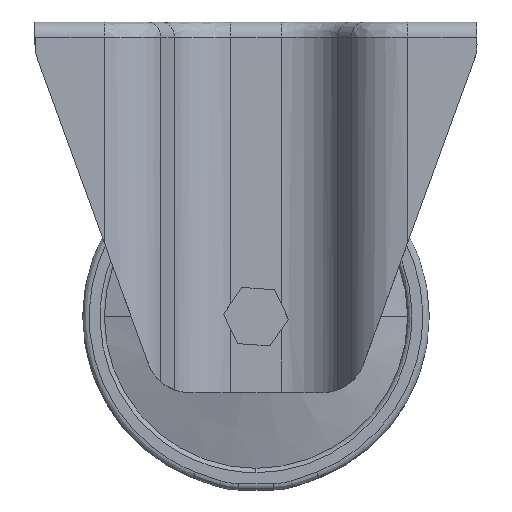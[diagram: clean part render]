
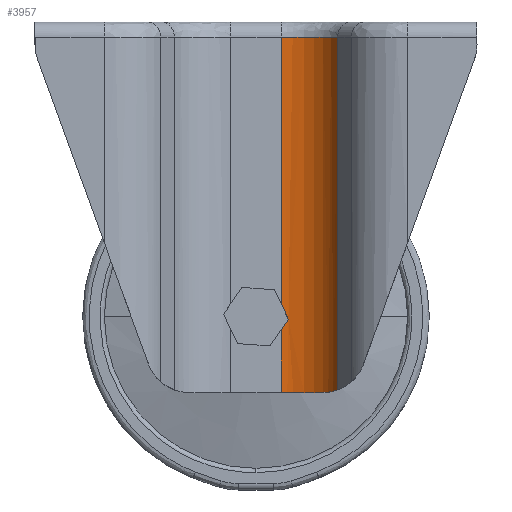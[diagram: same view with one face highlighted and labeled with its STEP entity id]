
A CAD part, front view. The second image highlights one B-rep face of the part: STEP entity #3957.
In plain terms, the highlighted cylindrical face has radius 15 mm (diameter 30 mm), a partial arc.
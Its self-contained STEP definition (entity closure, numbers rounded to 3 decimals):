
#121 = AXIS2_PLACEMENT_3D ( 'NONE', #4984, #5609, #930 ) ;
#237 = ORIENTED_EDGE ( 'NONE', *, *, #1595, .F. ) ;
#245 = CYLINDRICAL_SURFACE ( 'NONE', #4477, 15. ) ;
#353 = CARTESIAN_POINT ( 'NONE',  ( 11.76, -25.688, 22.5 ) ) ;
#440 = CARTESIAN_POINT ( 'NONE',  ( 12.552, -26.055, 22.5 ) ) ;
#474 = VECTOR ( 'NONE', #8344, 1000. ) ;
#568 = CARTESIAN_POINT ( 'NONE',  ( 18.834, -32., 106. ) ) ;
#591 = CARTESIAN_POINT ( 'NONE',  ( 18.834, -32., 104.5 ) ) ;
#627 = VERTEX_POINT ( 'NONE', #2778 ) ;
#637 = VERTEX_POINT ( 'NONE', #6994 ) ;
#641 = CARTESIAN_POINT ( 'NONE',  ( 16.724, -29.136, 22.567 ) ) ;
#867 = EDGE_CURVE ( 'NONE', #6904, #4941, #1870, .T. ) ;
#930 = DIRECTION ( 'NONE',  ( -1., 0., 0. ) ) ;
#956 = VERTEX_POINT ( 'NONE', #7227 ) ;
#1041 = CARTESIAN_POINT ( 'NONE',  ( 8.84, -24.802, 22.5 ) ) ;
#1106 = CARTESIAN_POINT ( 'NONE',  ( 13.681, -26.71, 22.5 ) ) ;
#1209 = FACE_OUTER_BOUND ( 'NONE', #1934, .T. ) ;
#1249 = CARTESIAN_POINT ( 'NONE',  ( 18.834, -32., 23.099 ) ) ;
#1447 = EDGE_CURVE ( 'NONE', #7780, #627, #3927, .T. ) ;
#1595 = EDGE_CURVE ( 'NONE', #637, #2949, #4223, .T. ) ;
#1686 = CARTESIAN_POINT ( 'NONE',  ( 13.955, -26.879, 22.5 ) ) ;
#1773 = CARTESIAN_POINT ( 'NONE',  ( 5.844, -24.5, 22.5 ) ) ;
#1809 = CARTESIAN_POINT ( 'NONE',  ( 9.16, -24.868, 22.5 ) ) ;
#1866 = CARTESIAN_POINT ( 'NONE',  ( 5.844, -24.5, 22.5 ) ) ;
#1870 = CIRCLE ( 'NONE', #121, 15. ) ;
#1934 = EDGE_LOOP ( 'NONE', ( #6437, #7041, #7250, #8724, #2861, #4404, #237, #4916 ) ) ;
#2232 = B_SPLINE_CURVE_WITH_KNOTS ( 'NONE', 3,
 ( #1249, #5250, #8727, #641, #5944, #3250 ),
 .UNSPECIFIED., .F., .F.,
 ( 4, 2, 4 ),
 ( 0., 0.5, 1. ),
 .UNSPECIFIED. ) ;
#2274 = LINE ( 'NONE', #568, #474 ) ;
#2279 = DIRECTION ( 'NONE',  ( 0., 0., 1. ) ) ;
#2429 = CARTESIAN_POINT ( 'NONE',  ( 8.516, -24.74, 22.5 ) ) ;
#2581 = CARTESIAN_POINT ( 'NONE',  ( 15.426, -27.96, 22.5 ) ) ;
#2625 = B_SPLINE_CURVE_WITH_KNOTS ( 'NONE', 3,
 ( #8616, #5116, #6425, #1686, #1106, #3104, #5702, #440, #353, #5791, #6488, #1809, #1041, #7904, #2429, #5020, #7240, #1773 ),
 .UNSPECIFIED., .F., .F.,
 ( 4, 1, 1, 2, 2, 2, 1, 1, 2, 2, 4 ),
 ( 0., 0.125, 0.188, 0.219, 0.25, 0.5, 0.625, 0.688, 0.719, 0.75, 1. ),
 .UNSPECIFIED. ) ;
#2778 = CARTESIAN_POINT ( 'NONE',  ( 5.844, -24.5, 37.034 ) ) ;
#2861 = ORIENTED_EDGE ( 'NONE', *, *, #867, .F. ) ;
#2949 = VERTEX_POINT ( 'NONE', #5315 ) ;
#3104 = CARTESIAN_POINT ( 'NONE',  ( 13.497, -26.599, 22.5 ) ) ;
#3250 = CARTESIAN_POINT ( 'NONE',  ( 15.426, -27.96, 22.5 ) ) ;
#3343 = VECTOR ( 'NONE', #6213, 1000. ) ;
#3801 = EDGE_CURVE ( 'NONE', #4941, #956, #2274, .T. ) ;
#3927 = LINE ( 'NONE', #5866, #5284 ) ;
#3957 = ADVANCED_FACE ( 'NONE', ( #1209 ), #245, .F. ) ;
#4223 = B_SPLINE_CURVE_WITH_KNOTS ( 'NONE', 3,
 ( #8773, #6025, #7345, #5962 ),
 .UNSPECIFIED., .F., .F.,
 ( 4, 4 ),
 ( 0., 1. ),
 .UNSPECIFIED. ) ;
#4404 = ORIENTED_EDGE ( 'NONE', *, *, #5306, .F. ) ;
#4477 = AXIS2_PLACEMENT_3D ( 'NONE', #6293, #2279, #7811 ) ;
#4768 = EDGE_CURVE ( 'NONE', #6140, #7780, #2625, .T. ) ;
#4916 = ORIENTED_EDGE ( 'NONE', *, *, #8164, .F. ) ;
#4941 = VERTEX_POINT ( 'NONE', #591 ) ;
#4984 = CARTESIAN_POINT ( 'NONE',  ( 5.844, -39.5, 104.5 ) ) ;
#5020 = CARTESIAN_POINT ( 'NONE',  ( 7.561, -24.574, 22.5 ) ) ;
#5116 = CARTESIAN_POINT ( 'NONE',  ( 15.095, -27.685, 22.5 ) ) ;
#5239 = CARTESIAN_POINT ( 'NONE',  ( 7.485, -24.59, 39.445 ) ) ;
#5250 = CARTESIAN_POINT ( 'NONE',  ( 18.391, -31.232, 22.938 ) ) ;
#5284 = VECTOR ( 'NONE', #6496, 1000. ) ;
#5306 = EDGE_CURVE ( 'NONE', #2949, #6904, #5841, .T. ) ;
#5315 = CARTESIAN_POINT ( 'NONE',  ( 5.844, -24.5, 42.846 ) ) ;
#5609 = DIRECTION ( 'NONE',  ( 0., 0., -1. ) ) ;
#5702 = CARTESIAN_POINT ( 'NONE',  ( 13.405, -26.545, 22.5 ) ) ;
#5791 = CARTESIAN_POINT ( 'NONE',  ( 10.526, -25.243, 22.5 ) ) ;
#5841 = LINE ( 'NONE', #6863, #3343 ) ;
#5866 = CARTESIAN_POINT ( 'NONE',  ( 5.844, -24.5, 106. ) ) ;
#5944 = CARTESIAN_POINT ( 'NONE',  ( 16.096, -28.516, 22.5 ) ) ;
#5962 = CARTESIAN_POINT ( 'NONE',  ( 5.844, -24.5, 42.846 ) ) ;
#6025 = CARTESIAN_POINT ( 'NONE',  ( 6.94, -24.53, 40.576 ) ) ;
#6140 = VERTEX_POINT ( 'NONE', #2581 ) ;
#6213 = DIRECTION ( 'NONE',  ( 0., 0., 1. ) ) ;
#6293 = CARTESIAN_POINT ( 'NONE',  ( 5.844, -39.5, 106. ) ) ;
#6425 = CARTESIAN_POINT ( 'NONE',  ( 14.582, -27.294, 22.5 ) ) ;
#6437 = ORIENTED_EDGE ( 'NONE', *, *, #1447, .F. ) ;
#6488 = CARTESIAN_POINT ( 'NONE',  ( 9.902, -25.048, 22.5 ) ) ;
#6496 = DIRECTION ( 'NONE',  ( 0., 0., 1. ) ) ;
#6561 = CARTESIAN_POINT ( 'NONE',  ( 6.393, -24.5, 37.84 ) ) ;
#6863 = CARTESIAN_POINT ( 'NONE',  ( 5.844, -24.5, 106. ) ) ;
#6904 = VERTEX_POINT ( 'NONE', #7237 ) ;
#6994 = CARTESIAN_POINT ( 'NONE',  ( 7.485, -24.59, 39.445 ) ) ;
#7041 = ORIENTED_EDGE ( 'NONE', *, *, #4768, .F. ) ;
#7095 = B_SPLINE_CURVE_WITH_KNOTS ( 'NONE', 3,
 ( #7385, #6561, #8042, #5239 ),
 .UNSPECIFIED., .F., .F.,
 ( 4, 4 ),
 ( 0., 1. ),
 .UNSPECIFIED. ) ;
#7227 = CARTESIAN_POINT ( 'NONE',  ( 18.834, -32., 23.099 ) ) ;
#7237 = CARTESIAN_POINT ( 'NONE',  ( 5.844, -24.5, 104.5 ) ) ;
#7240 = CARTESIAN_POINT ( 'NONE',  ( 6.706, -24.5, 22.5 ) ) ;
#7250 = ORIENTED_EDGE ( 'NONE', *, *, #7880, .F. ) ;
#7345 = CARTESIAN_POINT ( 'NONE',  ( 6.393, -24.5, 41.709 ) ) ;
#7385 = CARTESIAN_POINT ( 'NONE',  ( 5.844, -24.5, 37.034 ) ) ;
#7780 = VERTEX_POINT ( 'NONE', #1866 ) ;
#7811 = DIRECTION ( 'NONE',  ( 1., 0., 0. ) ) ;
#7880 = EDGE_CURVE ( 'NONE', #956, #6140, #2232, .T. ) ;
#7904 = CARTESIAN_POINT ( 'NONE',  ( 8.625, -24.76, 22.5 ) ) ;
#8042 = CARTESIAN_POINT ( 'NONE',  ( 6.94, -24.53, 38.644 ) ) ;
#8164 = EDGE_CURVE ( 'NONE', #627, #637, #7095, .T. ) ;
#8344 = DIRECTION ( 'NONE',  ( 0., 0., -1. ) ) ;
#8616 = CARTESIAN_POINT ( 'NONE',  ( 15.426, -27.96, 22.5 ) ) ;
#8724 = ORIENTED_EDGE ( 'NONE', *, *, #3801, .F. ) ;
#8727 = CARTESIAN_POINT ( 'NONE',  ( 17.88, -30.505, 22.788 ) ) ;
#8773 = CARTESIAN_POINT ( 'NONE',  ( 7.485, -24.59, 39.445 ) ) ;
